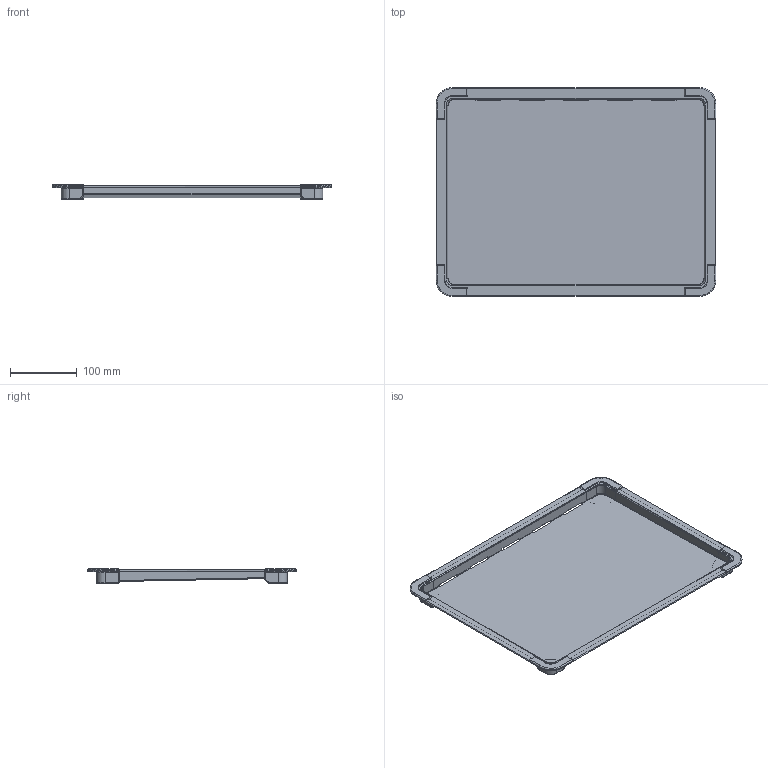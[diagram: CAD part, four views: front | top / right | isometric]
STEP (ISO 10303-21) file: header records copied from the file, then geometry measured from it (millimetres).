
FILE_DESCRIPTION(/* description */ (''),/* implementation_level */ '2;1');
FILE_NAME(/* name */ 'STEP - TF3141A_2404004',/* time_stamp */ '2025-01-15T11:18:57+11:00',/* author */ (''),/* organization */ (''),/* preprocessor_version */ 'ST-DEVELOPER v16.5',/* originating_system */ 'Rhino 7.37',/* authorisation */ '');
FILE_SCHEMA (('AUTOMOTIVE_DESIGN'));
Length unit declared in the file: millimetre
Products named in the file (5): Document; ASM0004_ASM; DRAINER-TRAY-4; HUJIAO-B-; HUJIAO-A-
Assembly tree (6 placements, depth 3):
  Document
    ASM0004_ASM
      DRAINER-TRAY-4
      HUJIAO-B-  x2
      HUJIAO-A-  x2
Bounding box: 418 x 312 x 21.35 mm (x, y, z)
Volume: 183659 mm3; surface area: 326142.8 mm2
Topology: 5 solids, 5 shells, 494 faces, 1196 edges, 696 vertices
Faces by surface type: cylinder 224, plane 154, bspline 116
Entity records: 12525 total; most frequent: CARTESIAN_POINT 7138, ORIENTED_EDGE 1624, EDGE_CURVE 812, B_SPLINE_CURVE_WITH_KNOTS 560, VERTEX_POINT 478, EDGE_LOOP 326, ADVANCED_FACE 324, FACE_OUTER_BOUND 324
